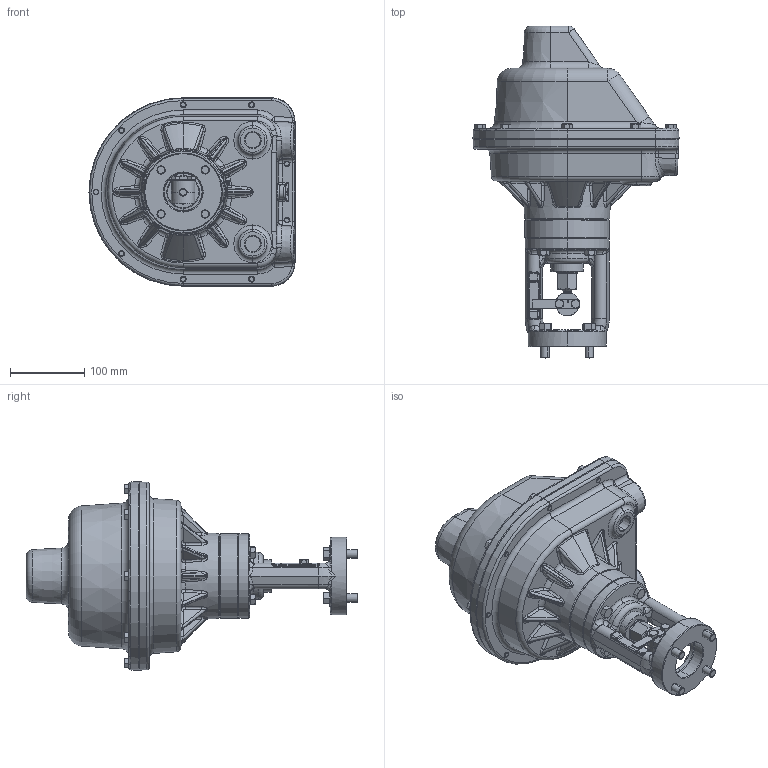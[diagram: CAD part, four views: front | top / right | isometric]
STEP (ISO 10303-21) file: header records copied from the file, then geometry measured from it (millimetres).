
FILE_DESCRIPTION (( 'STEP AP214' ), '1' );
FILE_NAME ('ZAB.STEP', '2024-07-09T19:48:50', ( '' ), ( '' ), 'SwSTEP 2.0', 'SolidWorks 2019', '' );
FILE_SCHEMA (( 'AUTOMOTIVE_DESIGN' ));
Length unit declared in the file: inch
Products named in the file (1): ZAB
Bounding box: 277.61 x 447.14 x 253.79 mm (x, y, z)
Volume: 8039967.2 mm3; surface area: 334605.7 mm2
Topology: 1 solids, 1 shells, 2602 faces, 7525 edges, 5195 vertices
Faces by surface type: plane 1210, bspline 650, cylinder 312, cone 258, torus 130, sphere 42
Entity records: 155888 total; most frequent: CARTESIAN_POINT 69411, ORIENTED_EDGE 14940, DIRECTION 10003, EDGE_CURVE 7470, VERTEX_POINT 5195, VECTOR 3659, LINE 3659, AXIS2_PLACEMENT_3D 3172
